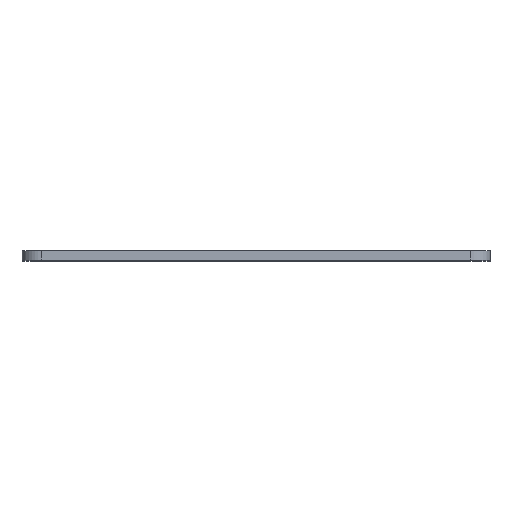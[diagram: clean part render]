
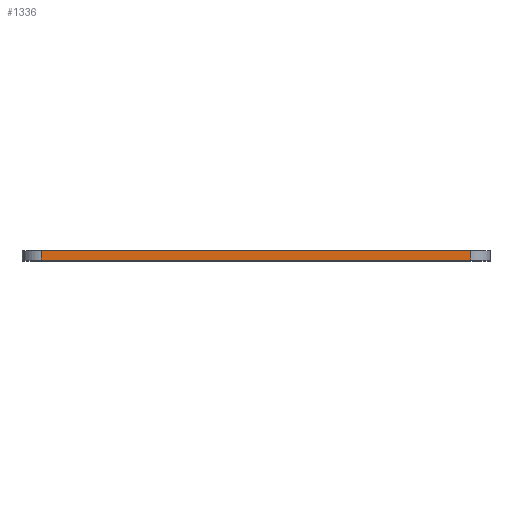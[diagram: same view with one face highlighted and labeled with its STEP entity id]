
A CAD part, top view. The second image highlights one B-rep face of the part: STEP entity #1336.
In plain terms, the highlighted planar face has unit normal (0, 0, 1).
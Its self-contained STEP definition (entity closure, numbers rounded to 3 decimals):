
#70=PLANE('',#1513);
#175=FACE_OUTER_BOUND('',#239,.T.);
#239=EDGE_LOOP('',(#1084,#1085,#1086,#1087));
#369=LINE('',#2261,#455);
#370=LINE('',#2264,#456);
#371=LINE('',#2266,#457);
#372=LINE('',#2267,#458);
#455=VECTOR('',#1899,10.);
#456=VECTOR('',#1902,10.);
#457=VECTOR('',#1903,10.);
#458=VECTOR('',#1904,10.);
#664=VERTEX_POINT('',#2257);
#665=VERTEX_POINT('',#2259);
#666=VERTEX_POINT('',#2263);
#667=VERTEX_POINT('',#2265);
#839=EDGE_CURVE('',#664,#665,#369,.T.);
#840=EDGE_CURVE('',#666,#664,#370,.T.);
#841=EDGE_CURVE('',#667,#665,#371,.T.);
#842=EDGE_CURVE('',#666,#667,#372,.T.);
#1084=ORIENTED_EDGE('',*,*,#840,.T.);
#1085=ORIENTED_EDGE('',*,*,#839,.T.);
#1086=ORIENTED_EDGE('',*,*,#841,.F.);
#1087=ORIENTED_EDGE('',*,*,#842,.F.);
#1336=ADVANCED_FACE('',(#175),#70,.T.);
#1513=AXIS2_PLACEMENT_3D('',#2262,#1900,#1901);
#1899=DIRECTION('',(0.,1.,0.));
#1900=DIRECTION('center_axis',(0.,0.,1.));
#1901=DIRECTION('ref_axis',(1.,0.,0.));
#1902=DIRECTION('',(1.,0.,0.));
#1903=DIRECTION('',(1.,0.,0.));
#1904=DIRECTION('',(0.,1.,0.));
#2257=CARTESIAN_POINT('',(90.,9.,158.));
#2259=CARTESIAN_POINT('',(90.,13.,158.));
#2261=CARTESIAN_POINT('',(90.,9.,158.));
#2262=CARTESIAN_POINT('Origin',(-90.,9.,158.));
#2263=CARTESIAN_POINT('',(-90.,9.,158.));
#2264=CARTESIAN_POINT('',(-90.,9.,158.));
#2265=CARTESIAN_POINT('',(-90.,13.,158.));
#2266=CARTESIAN_POINT('',(-90.,13.,158.));
#2267=CARTESIAN_POINT('',(-90.,9.,158.));
